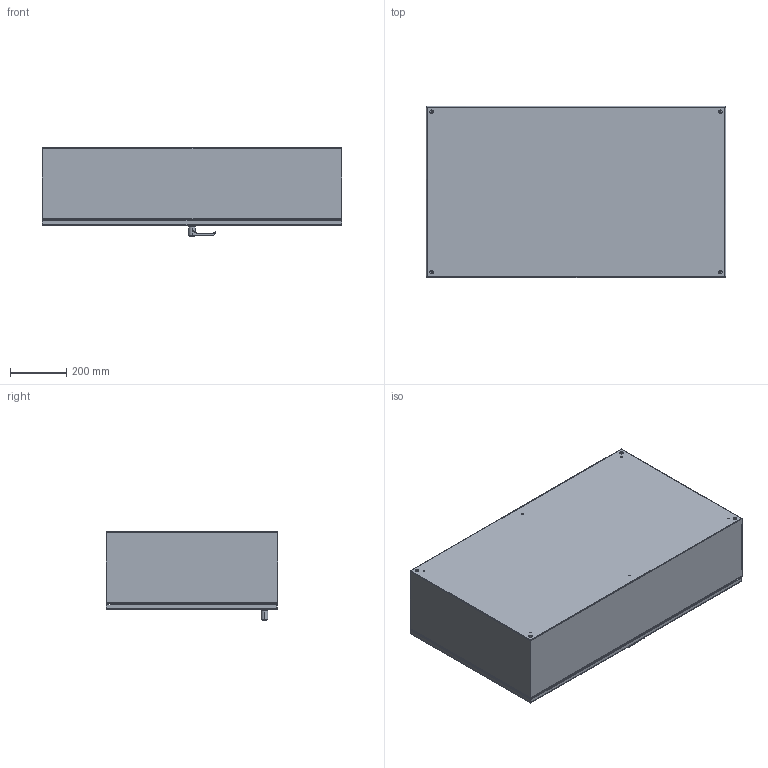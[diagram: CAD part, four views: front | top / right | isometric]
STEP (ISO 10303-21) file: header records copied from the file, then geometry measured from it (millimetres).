
FILE_DESCRIPTION (( 'STEP AP214' ), '1' );
FILE_NAME ('EN4SD422410LG.STEP', '2019-10-29T19:13:02', ( '' ), ( '' ), 'SwSTEP 2.0', 'SolidWorks 2019', '' );
FILE_SCHEMA (( 'AUTOMOTIVE_DESIGN' ));
Length unit declared in the file: inch
Products named in the file (1): EN4SD422410LG
Bounding box: 1066.8 x 609.6 x 314.12 mm (x, y, z)
Volume: 4682783.5 mm3; surface area: 5112035.5 mm2
Topology: 53 solids, 54 shells, 1457 faces, 3407 edges, 2113 vertices
Faces by surface type: plane 632, cylinder 538, bspline 194, torus 48, cone 45
Entity records: 98109 total; most frequent: CARTESIAN_POINT 46513, ORIENTED_EDGE 6760, DIRECTION 6375, EDGE_CURVE 3380, AXIS2_PLACEMENT_3D 2308, VERTEX_POINT 2113, LINE 1759, VECTOR 1759
